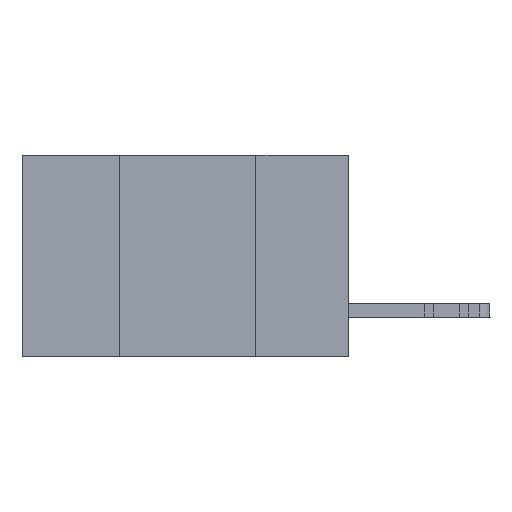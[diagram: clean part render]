
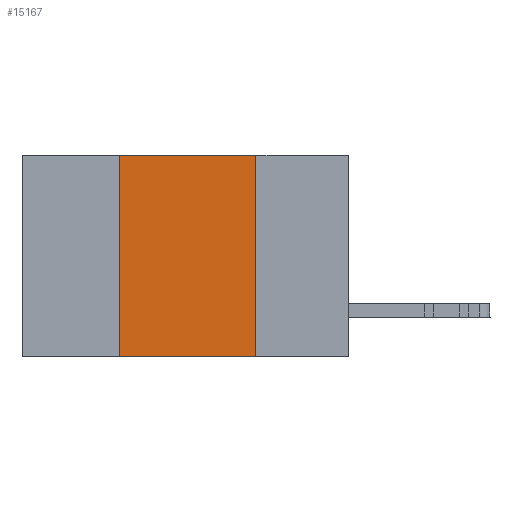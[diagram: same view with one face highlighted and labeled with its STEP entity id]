
A CAD part, left-side view. The second image highlights one B-rep face of the part: STEP entity #15167.
In plain terms, the highlighted planar face has unit normal (-1, 0, 0).
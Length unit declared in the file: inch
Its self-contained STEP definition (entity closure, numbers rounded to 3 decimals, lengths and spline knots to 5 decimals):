
#541 = VERTEX_POINT ( 'NONE', #11791 ) ;
#1053 = AXIS2_PLACEMENT_3D ( 'NONE', #21069, #8682, #27743 ) ;
#4623 = CARTESIAN_POINT ( 'NONE',  ( 0., 0.42, 0. ) ) ;
#5715 = ORIENTED_EDGE ( 'NONE', *, *, #14705, .T. ) ;
#6019 = EDGE_CURVE ( 'NONE', #30511, #23964, #23297, .T. ) ;
#6413 = CARTESIAN_POINT ( 'NONE',  ( 0., 0.42, -0.37 ) ) ;
#6829 = PLANE ( 'NONE',  #1053 ) ;
#8682 = DIRECTION ( 'NONE',  ( 1., 0., 0. ) ) ;
#9401 = DIRECTION ( 'NONE',  ( 0., 0., -1. ) ) ;
#11190 = LINE ( 'NONE', #30581, #21780 ) ;
#11715 = ORIENTED_EDGE ( 'NONE', *, *, #6019, .F. ) ;
#11791 = CARTESIAN_POINT ( 'NONE',  ( 0., 0.17, -0.37 ) ) ;
#11904 = DIRECTION ( 'NONE',  ( 0., 0., 1. ) ) ;
#12178 = VECTOR ( 'NONE', #9401, 39.37008 ) ;
#12366 = LINE ( 'NONE', #23694, #24270 ) ;
#13739 = LINE ( 'NONE', #18702, #12178 ) ;
#13795 = CARTESIAN_POINT ( 'NONE',  ( 0., 0.17, 0. ) ) ;
#14635 = VECTOR ( 'NONE', #15723, 39.37008 ) ;
#14654 = VERTEX_POINT ( 'NONE', #6413 ) ;
#14705 = EDGE_CURVE ( 'NONE', #14654, #541, #11190, .T. ) ;
#15167 = ADVANCED_FACE ( 'NONE', ( #20767 ), #6829, .F. ) ;
#15375 = EDGE_CURVE ( 'NONE', #14654, #30511, #12366, .T. ) ;
#15723 = DIRECTION ( 'NONE',  ( 0., -1., 0. ) ) ;
#16001 = DIRECTION ( 'NONE',  ( 0., -1., 0. ) ) ;
#18400 = EDGE_CURVE ( 'NONE', #23964, #541, #13739, .T. ) ;
#18702 = CARTESIAN_POINT ( 'NONE',  ( 0., 0.17, 0. ) ) ;
#20767 = FACE_OUTER_BOUND ( 'NONE', #27091, .T. ) ;
#21069 = CARTESIAN_POINT ( 'NONE',  ( 0., 0.6, 0. ) ) ;
#21780 = VECTOR ( 'NONE', #16001, 39.37008 ) ;
#23083 = ORIENTED_EDGE ( 'NONE', *, *, #15375, .F. ) ;
#23297 = LINE ( 'NONE', #25617, #14635 ) ;
#23694 = CARTESIAN_POINT ( 'NONE',  ( 0., 0.42, 0. ) ) ;
#23964 = VERTEX_POINT ( 'NONE', #13795 ) ;
#24270 = VECTOR ( 'NONE', #11904, 39.37008 ) ;
#25344 = ORIENTED_EDGE ( 'NONE', *, *, #18400, .F. ) ;
#25617 = CARTESIAN_POINT ( 'NONE',  ( 0., 0.6, 0. ) ) ;
#27091 = EDGE_LOOP ( 'NONE', ( #25344, #11715, #23083, #5715 ) ) ;
#27743 = DIRECTION ( 'NONE',  ( 0., 0., -1. ) ) ;
#30511 = VERTEX_POINT ( 'NONE', #4623 ) ;
#30581 = CARTESIAN_POINT ( 'NONE',  ( 0., 0.6, -0.37 ) ) ;
